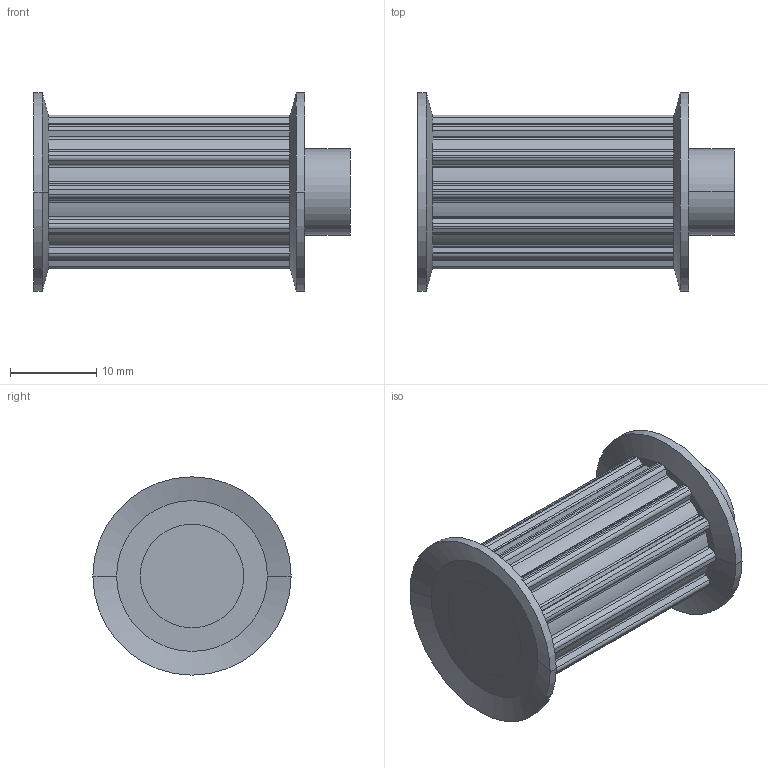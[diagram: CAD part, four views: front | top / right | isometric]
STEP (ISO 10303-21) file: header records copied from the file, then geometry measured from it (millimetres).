
FILE_DESCRIPTION(('HOOPS Exchange Step'),'2;1');
FILE_NAME('export-58F56AB1-0BE2-4E70-9FEE-8BA965B4752A.stp','2023-12-16T15:15:06+01:00',('Engineering'),('Alibre'),'HOOPS Exchange 2021.0','Alibre','Unknown authorisation');
FILE_SCHEMA( ('AP242_MANAGED_MODEL_BASED_3D_ENGINEERING_MIM_LF {1 0 10303 442 1 1 4 }') );
Length unit declared in the file: millimetre
Products named in the file (3): 6407-2 AT5 Pulley 36-AT5 Z=12 for 25mm wide belts FLANGE; 6407-1 AT5 Pulley 36-AT5 Z=12 for 25mm wide belts BODY; 6407 AT5 Pulley 36-AT5 Z=12 for 25mm wide belts
Assembly tree (3 placements, depth 2):
  6407 AT5 Pulley 36-AT5 Z=12 for 25mm wide belts
    6407-2 AT5 Pulley 36-AT5 Z=12 for 25mm wide belts FLANGE  x2
    6407-1 AT5 Pulley 36-AT5 Z=12 for 25mm wide belts BODY
Bounding box: 36.74 x 23 x 23 mm (x, y, z)
Volume: 7276.4 mm3; surface area: 3985.2 mm2
Topology: 3 solids, 3 shells, 145 faces, 400 edges, 264 vertices
Faces by surface type: cylinder 104, plane 33, cone 8
Entity records: 4585 total; most frequent: DIRECTION 872, CARTESIAN_POINT 776, ORIENTED_EDGE 760, EDGE_CURVE 380, AXIS2_PLACEMENT_3D 348, VERTEX_POINT 252, CIRCLE 204, VECTOR 176
